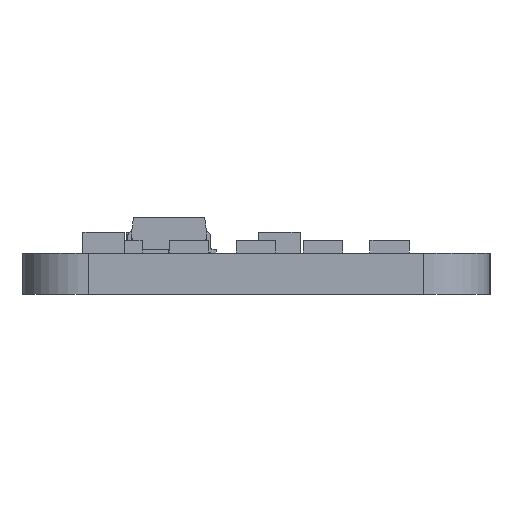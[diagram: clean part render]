
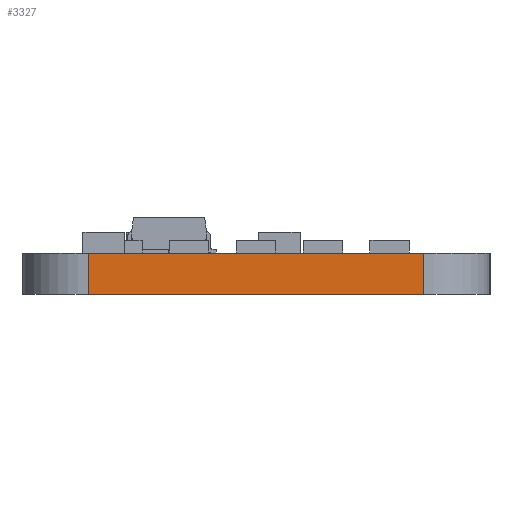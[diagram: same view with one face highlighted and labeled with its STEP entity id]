
A CAD part, front view. The second image highlights one B-rep face of the part: STEP entity #3327.
In plain terms, the highlighted planar face has unit normal (0, -1, 0).
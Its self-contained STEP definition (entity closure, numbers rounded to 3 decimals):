
#239=PLANE('',#3655);
#395=FACE_OUTER_BOUND('',#597,.T.);
#597=EDGE_LOOP('',(#2541,#2542,#2543,#2544));
#940=LINE('',#5150,#1254);
#952=LINE('',#5173,#1266);
#954=LINE('',#5177,#1268);
#955=LINE('',#5178,#1269);
#1254=VECTOR('',#4214,10.);
#1266=VECTOR('',#4244,10.);
#1268=VECTOR('',#4248,10.);
#1269=VECTOR('',#4249,10.);
#1621=VERTEX_POINT('',#5147);
#1622=VERTEX_POINT('',#5149);
#1624=VERTEX_POINT('',#5171);
#1625=VERTEX_POINT('',#5176);
#1963=EDGE_CURVE('',#1621,#1622,#940,.T.);
#1978=EDGE_CURVE('',#1624,#1621,#952,.T.);
#1980=EDGE_CURVE('',#1624,#1625,#954,.T.);
#1981=EDGE_CURVE('',#1622,#1625,#955,.T.);
#2541=ORIENTED_EDGE('',*,*,#1978,.F.);
#2542=ORIENTED_EDGE('',*,*,#1980,.T.);
#2543=ORIENTED_EDGE('',*,*,#1981,.F.);
#2544=ORIENTED_EDGE('',*,*,#1963,.F.);
#3327=ADVANCED_FACE('',(#395),#239,.T.);
#3655=AXIS2_PLACEMENT_3D('',#5175,#4246,#4247);
#4214=DIRECTION('',(0.,0.,1.));
#4244=DIRECTION('',(-1.,0.,0.));
#4246=DIRECTION('center_axis',(0.,-1.,0.));
#4247=DIRECTION('ref_axis',(1.,0.,0.));
#4248=DIRECTION('',(0.,0.,1.));
#4249=DIRECTION('',(1.,0.,0.));
#5147=CARTESIAN_POINT('',(2.54,0.,0.));
#5149=CARTESIAN_POINT('',(2.54,0.,1.57));
#5150=CARTESIAN_POINT('',(2.54,0.,0.));
#5171=CARTESIAN_POINT('',(15.24,0.,0.));
#5173=CARTESIAN_POINT('',(15.24,0.,0.));
#5175=CARTESIAN_POINT('Origin',(2.54,0.,0.));
#5176=CARTESIAN_POINT('',(15.24,0.,1.57));
#5177=CARTESIAN_POINT('',(15.24,0.,0.));
#5178=CARTESIAN_POINT('',(15.24,0.,1.57));
